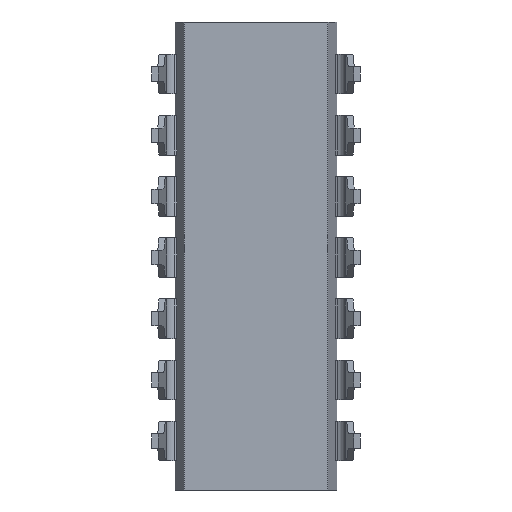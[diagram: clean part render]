
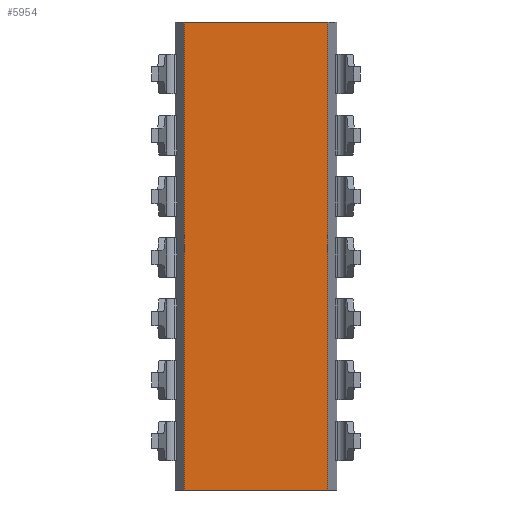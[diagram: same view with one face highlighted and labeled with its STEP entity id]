
A CAD part, front view. The second image highlights one B-rep face of the part: STEP entity #5954.
In plain terms, the highlighted planar face has unit normal (0, -1, 0).
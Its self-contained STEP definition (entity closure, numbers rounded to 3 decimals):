
#9=DIRECTION('',(1.,0.,0.));
#10=VECTOR('',#9,5.974);
#11=CARTESIAN_POINT('',(-2.987,-1.84,0.));
#12=LINE('',#11,#10);
#165=DIRECTION('',(0.,0.,1.));
#166=VECTOR('',#165,19.43);
#167=CARTESIAN_POINT('',(2.987,-1.84,0.));
#168=LINE('',#167,#166);
#2137=DIRECTION('',(1.,0.,0.));
#2138=VECTOR('',#2137,5.974);
#2139=CARTESIAN_POINT('',(-2.987,-1.84,19.43));
#2140=LINE('',#2139,#2138);
#2141=DIRECTION('',(0.,0.,1.));
#2142=VECTOR('',#2141,19.43);
#2143=CARTESIAN_POINT('',(-2.987,-1.84,0.));
#2144=LINE('',#2143,#2142);
#2149=CARTESIAN_POINT('',(-2.987,-1.84,0.));
#2150=VERTEX_POINT('',#2149);
#2151=CARTESIAN_POINT('',(2.987,-1.84,0.));
#2153=VERTEX_POINT('',#2151);
#2833=CARTESIAN_POINT('',(-2.987,-1.84,19.43));
#2834=VERTEX_POINT('',#2833);
#2835=CARTESIAN_POINT('',(2.987,-1.84,19.43));
#2837=VERTEX_POINT('',#2835);
#5943=CARTESIAN_POINT('',(-2.987,-1.84,0.));
#5944=DIRECTION('',(0.,-1.,0.));
#5945=DIRECTION('',(1.,0.,0.));
#5946=AXIS2_PLACEMENT_3D('',#5943,#5944,#5945);
#5947=PLANE('',#5946);
#5948=ORIENTED_EDGE('',*,*,#2888,.T.);
#5949=ORIENTED_EDGE('',*,*,#2929,.F.);
#5950=ORIENTED_EDGE('',*,*,#2850,.F.);
#5951=ORIENTED_EDGE('',*,*,#3173,.T.);
#5952=EDGE_LOOP('',(#5948,#5949,#5950,#5951));
#5953=FACE_OUTER_BOUND('',#5952,.F.);
#2850=EDGE_CURVE('',#2150,#2153,#12,.T.);
#2888=EDGE_CURVE('',#2834,#2837,#2140,.T.);
#2929=EDGE_CURVE('',#2153,#2837,#168,.T.);
#3173=EDGE_CURVE('',#2150,#2834,#2144,.T.);
#5954=ADVANCED_FACE('',(#5953),#5947,.T.);
